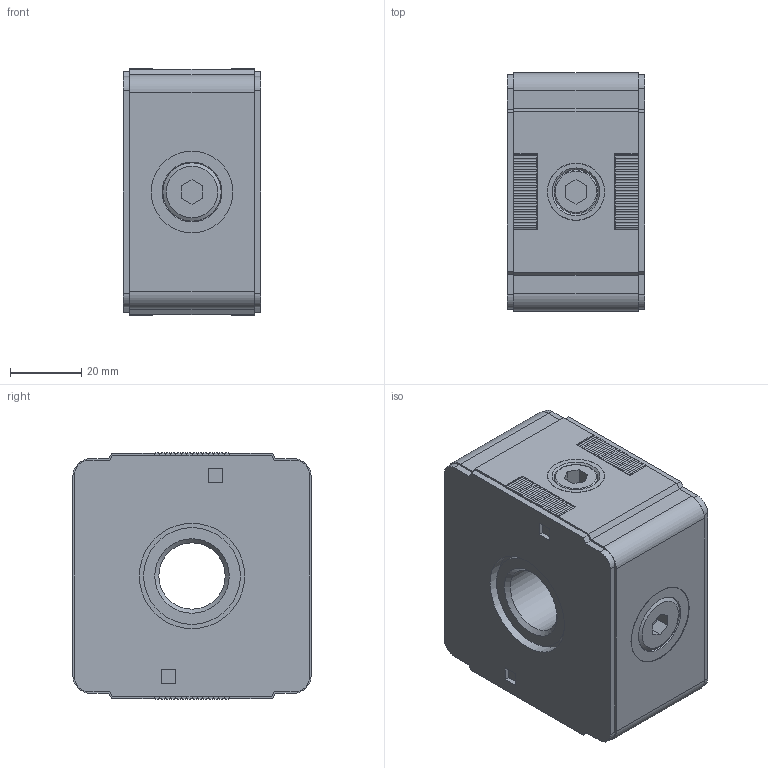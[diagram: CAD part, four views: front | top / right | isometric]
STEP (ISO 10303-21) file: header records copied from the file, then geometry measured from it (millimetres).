
FILE_DESCRIPTION( ( 'STEP AP203' ), ' ' );
FILE_NAME( '9.4033.00.300.stp', '2017-04-10T13:34:59', ( '' ), ( '' ), ' ', 'PARTsolutions', ' ' );
FILE_SCHEMA( ( 'CONFIG_CONTROL_DESIGN' ) );
Length unit declared in the file: millimetre
Products named in the file (2): 9.4033.00.300; _Z 33-00000-G
Assembly tree (1 placements, depth 2):
  9.4033.00.300
    _Z 33-00000-G
Bounding box: 38.8 x 67 x 69.2 mm (x, y, z)
Volume: 162404.4 mm3; surface area: 22747.5 mm2
Topology: 1 solids, 1 shells, 298 faces, 788 edges, 523 vertices
Faces by surface type: plane 199, cylinder 86, cone 13
Full cylindrical faces by diameter (mm): 4.134 x2, 13.6 x1, 16 x2, 16.1 x2, 18.631 x1, 23 x2, 27.2 x1, 27.3 x1, 29.6 x2
Entity records: 9135 total; most frequent: CARTESIAN_POINT 1580, DIRECTION 1548, ORIENTED_EDGE 1518, EDGE_CURVE 759, LINE 570, VECTOR 570, VERTEX_POINT 521, AXIS2_PLACEMENT_3D 489
